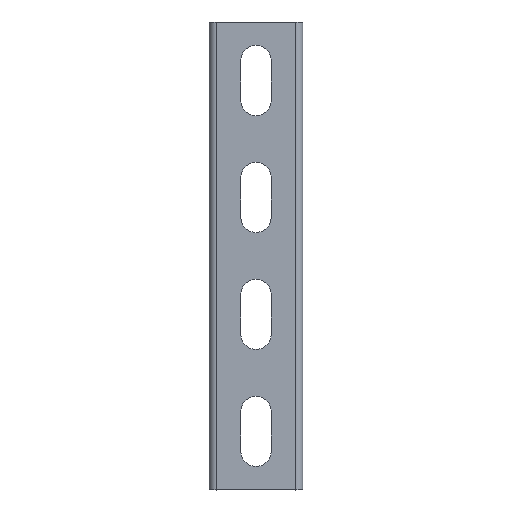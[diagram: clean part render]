
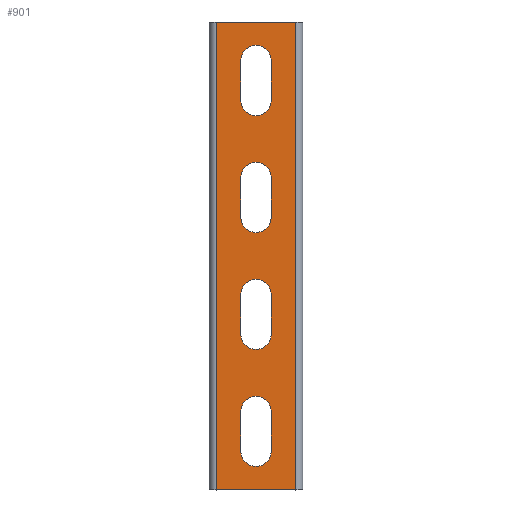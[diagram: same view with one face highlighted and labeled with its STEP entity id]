
A CAD part, top view. The second image highlights one B-rep face of the part: STEP entity #901.
In plain terms, the highlighted planar face has unit normal (0, 0, 1).
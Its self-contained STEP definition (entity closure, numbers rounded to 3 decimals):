
#105=DIRECTION('',(0.,-1.,0.));
#106=VECTOR('',#105,200.);
#107=CARTESIAN_POINT('',(17.,100.,0.));
#108=LINE('',#107,#106);
#109=DIRECTION('',(0.,-1.,0.));
#110=VECTOR('',#109,200.);
#111=CARTESIAN_POINT('',(-17.,100.,0.));
#112=LINE('',#111,#110);
#113=DIRECTION('',(0.,1.,0.));
#114=VECTOR('',#113,17.);
#115=CARTESIAN_POINT('',(-6.5,66.5,0.));
#116=LINE('',#115,#114);
#117=CARTESIAN_POINT('',(0.,66.5,0.));
#118=DIRECTION('',(0.,0.,1.));
#119=DIRECTION('',(-1.,0.,0.));
#120=AXIS2_PLACEMENT_3D('',#117,#118,#119);
#122=DIRECTION('',(0.,-1.,0.));
#123=VECTOR('',#122,17.);
#124=CARTESIAN_POINT('',(6.5,83.5,0.));
#125=LINE('',#124,#123);
#126=CARTESIAN_POINT('',(0.,83.5,0.));
#127=DIRECTION('',(0.,0.,1.));
#128=DIRECTION('',(1.,0.,0.));
#129=AXIS2_PLACEMENT_3D('',#126,#127,#128);
#131=DIRECTION('',(0.,1.,0.));
#132=VECTOR('',#131,17.);
#133=CARTESIAN_POINT('',(-6.5,16.5,0.));
#134=LINE('',#133,#132);
#135=CARTESIAN_POINT('',(0.,16.5,0.));
#136=DIRECTION('',(0.,0.,1.));
#137=DIRECTION('',(-1.,0.,0.));
#138=AXIS2_PLACEMENT_3D('',#135,#136,#137);
#140=DIRECTION('',(0.,-1.,0.));
#141=VECTOR('',#140,17.);
#142=CARTESIAN_POINT('',(6.5,33.5,0.));
#143=LINE('',#142,#141);
#144=CARTESIAN_POINT('',(0.,33.5,0.));
#145=DIRECTION('',(0.,0.,1.));
#146=DIRECTION('',(1.,0.,0.));
#147=AXIS2_PLACEMENT_3D('',#144,#145,#146);
#149=DIRECTION('',(0.,1.,0.));
#150=VECTOR('',#149,17.);
#151=CARTESIAN_POINT('',(-6.5,-33.5,0.));
#152=LINE('',#151,#150);
#153=CARTESIAN_POINT('',(0.,-33.5,0.));
#154=DIRECTION('',(0.,0.,1.));
#155=DIRECTION('',(-1.,0.,0.));
#156=AXIS2_PLACEMENT_3D('',#153,#154,#155);
#158=DIRECTION('',(0.,-1.,0.));
#159=VECTOR('',#158,17.);
#160=CARTESIAN_POINT('',(6.5,-16.5,0.));
#161=LINE('',#160,#159);
#162=CARTESIAN_POINT('',(0.,-16.5,0.));
#163=DIRECTION('',(0.,0.,1.));
#164=DIRECTION('',(1.,0.,0.));
#165=AXIS2_PLACEMENT_3D('',#162,#163,#164);
#167=DIRECTION('',(0.,1.,0.));
#168=VECTOR('',#167,17.);
#169=CARTESIAN_POINT('',(-6.5,-83.5,0.));
#170=LINE('',#169,#168);
#171=CARTESIAN_POINT('',(0.,-83.5,0.));
#172=DIRECTION('',(0.,0.,1.));
#173=DIRECTION('',(-1.,0.,0.));
#174=AXIS2_PLACEMENT_3D('',#171,#172,#173);
#176=DIRECTION('',(0.,-1.,0.));
#177=VECTOR('',#176,17.);
#178=CARTESIAN_POINT('',(6.5,-66.5,0.));
#179=LINE('',#178,#177);
#180=CARTESIAN_POINT('',(0.,-66.5,0.));
#181=DIRECTION('',(0.,0.,1.));
#182=DIRECTION('',(1.,0.,0.));
#183=AXIS2_PLACEMENT_3D('',#180,#181,#182);
#193=DIRECTION('',(1.,0.,0.));
#194=VECTOR('',#193,34.);
#195=CARTESIAN_POINT('',(-17.,-100.,0.));
#196=LINE('',#195,#194);
#299=DIRECTION('',(1.,0.,0.));
#300=VECTOR('',#299,34.);
#301=CARTESIAN_POINT('',(-17.,100.,0.));
#302=LINE('',#301,#300);
#553=CARTESIAN_POINT('',(17.,100.,0.));
#554=CARTESIAN_POINT('',(17.,-100.,0.));
#555=VERTEX_POINT('',#553);
#556=VERTEX_POINT('',#554);
#565=CARTESIAN_POINT('',(-17.,100.,0.));
#566=CARTESIAN_POINT('',(-17.,-100.,0.));
#567=VERTEX_POINT('',#565);
#568=VERTEX_POINT('',#566);
#609=CARTESIAN_POINT('',(-6.5,66.5,0.));
#610=CARTESIAN_POINT('',(-6.5,83.5,0.));
#611=VERTEX_POINT('',#609);
#612=VERTEX_POINT('',#610);
#613=CARTESIAN_POINT('',(6.5,83.5,0.));
#614=VERTEX_POINT('',#613);
#615=CARTESIAN_POINT('',(6.5,66.5,0.));
#616=VERTEX_POINT('',#615);
#625=CARTESIAN_POINT('',(-6.5,16.5,0.));
#626=CARTESIAN_POINT('',(-6.5,33.5,0.));
#627=VERTEX_POINT('',#625);
#628=VERTEX_POINT('',#626);
#629=CARTESIAN_POINT('',(6.5,33.5,0.));
#630=VERTEX_POINT('',#629);
#631=CARTESIAN_POINT('',(6.5,16.5,0.));
#632=VERTEX_POINT('',#631);
#641=CARTESIAN_POINT('',(-6.5,-33.5,0.));
#642=CARTESIAN_POINT('',(-6.5,-16.5,0.));
#643=VERTEX_POINT('',#641);
#644=VERTEX_POINT('',#642);
#645=CARTESIAN_POINT('',(6.5,-16.5,0.));
#646=VERTEX_POINT('',#645);
#647=CARTESIAN_POINT('',(6.5,-33.5,0.));
#648=VERTEX_POINT('',#647);
#657=CARTESIAN_POINT('',(-6.5,-83.5,0.));
#658=CARTESIAN_POINT('',(-6.5,-66.5,0.));
#659=VERTEX_POINT('',#657);
#660=VERTEX_POINT('',#658);
#661=CARTESIAN_POINT('',(6.5,-66.5,0.));
#662=VERTEX_POINT('',#661);
#663=CARTESIAN_POINT('',(6.5,-83.5,0.));
#664=VERTEX_POINT('',#663);
#847=CARTESIAN_POINT('',(-20.,-100.,0.));
#848=DIRECTION('',(0.,0.,1.));
#849=DIRECTION('',(1.,0.,0.));
#850=AXIS2_PLACEMENT_3D('',#847,#848,#849);
#851=PLANE('',#850);
#852=ORIENTED_EDGE('',*,*,#838,.T.);
#854=ORIENTED_EDGE('',*,*,#853,.F.);
#856=ORIENTED_EDGE('',*,*,#855,.F.);
#858=ORIENTED_EDGE('',*,*,#857,.T.);
#859=EDGE_LOOP('',(#852,#854,#856,#858));
#860=FACE_OUTER_BOUND('',#859,.F.);
#862=ORIENTED_EDGE('',*,*,#861,.F.);
#864=ORIENTED_EDGE('',*,*,#863,.T.);
#866=ORIENTED_EDGE('',*,*,#865,.F.);
#868=ORIENTED_EDGE('',*,*,#867,.T.);
#869=EDGE_LOOP('',(#862,#864,#866,#868));
#870=FACE_BOUND('',#869,.F.);
#872=ORIENTED_EDGE('',*,*,#871,.F.);
#874=ORIENTED_EDGE('',*,*,#873,.T.);
#876=ORIENTED_EDGE('',*,*,#875,.F.);
#878=ORIENTED_EDGE('',*,*,#877,.T.);
#879=EDGE_LOOP('',(#872,#874,#876,#878));
#880=FACE_BOUND('',#879,.F.);
#882=ORIENTED_EDGE('',*,*,#881,.F.);
#884=ORIENTED_EDGE('',*,*,#883,.T.);
#886=ORIENTED_EDGE('',*,*,#885,.F.);
#888=ORIENTED_EDGE('',*,*,#887,.T.);
#889=EDGE_LOOP('',(#882,#884,#886,#888));
#890=FACE_BOUND('',#889,.F.);
#892=ORIENTED_EDGE('',*,*,#891,.F.);
#894=ORIENTED_EDGE('',*,*,#893,.T.);
#896=ORIENTED_EDGE('',*,*,#895,.F.);
#898=ORIENTED_EDGE('',*,*,#897,.T.);
#899=EDGE_LOOP('',(#892,#894,#896,#898));
#900=FACE_BOUND('',#899,.F.);
#901=ADVANCED_FACE('',(#860,#870,#880,#890,#900),#851,.T.);
#121=CIRCLE('',#120,6.5);
#130=CIRCLE('',#129,6.5);
#139=CIRCLE('',#138,6.5);
#148=CIRCLE('',#147,6.5);
#157=CIRCLE('',#156,6.5);
#166=CIRCLE('',#165,6.5);
#175=CIRCLE('',#174,6.5);
#184=CIRCLE('',#183,6.5);
#838=EDGE_CURVE('',#555,#556,#108,.T.);
#853=EDGE_CURVE('',#568,#556,#196,.T.);
#855=EDGE_CURVE('',#567,#568,#112,.T.);
#857=EDGE_CURVE('',#567,#555,#302,.T.);
#861=EDGE_CURVE('',#611,#612,#116,.T.);
#863=EDGE_CURVE('',#611,#616,#121,.T.);
#865=EDGE_CURVE('',#614,#616,#125,.T.);
#867=EDGE_CURVE('',#614,#612,#130,.T.);
#871=EDGE_CURVE('',#627,#628,#134,.T.);
#873=EDGE_CURVE('',#627,#632,#139,.T.);
#875=EDGE_CURVE('',#630,#632,#143,.T.);
#877=EDGE_CURVE('',#630,#628,#148,.T.);
#881=EDGE_CURVE('',#643,#644,#152,.T.);
#883=EDGE_CURVE('',#643,#648,#157,.T.);
#885=EDGE_CURVE('',#646,#648,#161,.T.);
#887=EDGE_CURVE('',#646,#644,#166,.T.);
#891=EDGE_CURVE('',#659,#660,#170,.T.);
#893=EDGE_CURVE('',#659,#664,#175,.T.);
#895=EDGE_CURVE('',#662,#664,#179,.T.);
#897=EDGE_CURVE('',#662,#660,#184,.T.);
